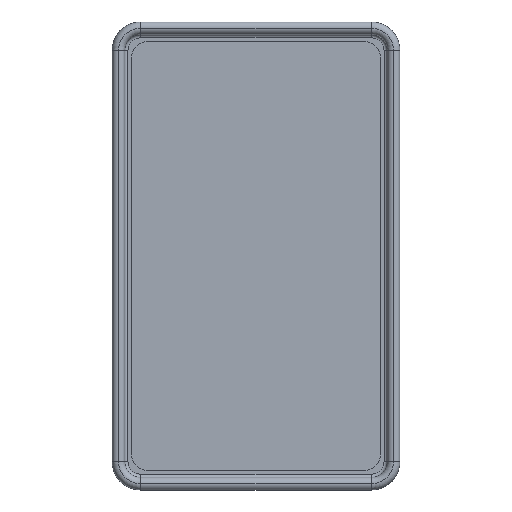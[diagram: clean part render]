
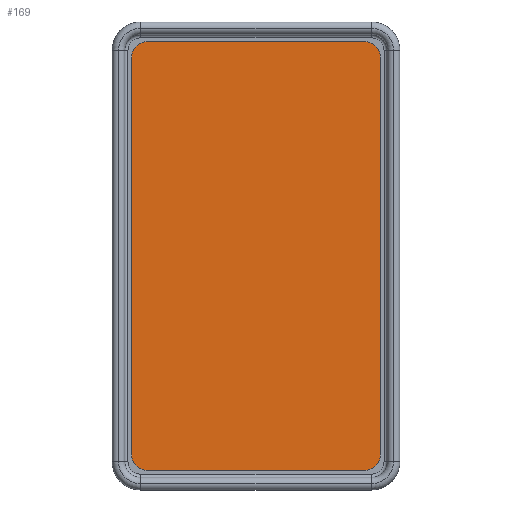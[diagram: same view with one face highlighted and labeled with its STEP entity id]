
A CAD part, front view. The second image highlights one B-rep face of the part: STEP entity #169.
In plain terms, the highlighted planar face has unit normal (0, -1, 0).
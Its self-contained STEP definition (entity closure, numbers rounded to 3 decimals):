
#169 = ADVANCED_FACE ( 'NONE', ( #6460 ), #6850, .T. ) ;
#303 = VERTEX_POINT ( 'NONE', #897 ) ;
#316 = VERTEX_POINT ( 'NONE', #910 ) ;
#342 = VERTEX_POINT ( 'NONE', #936 ) ;
#343 = VERTEX_POINT ( 'NONE', #937 ) ;
#344 = VERTEX_POINT ( 'NONE', #938 ) ;
#345 = VERTEX_POINT ( 'NONE', #939 ) ;
#346 = VERTEX_POINT ( 'NONE', #940 ) ;
#347 = VERTEX_POINT ( 'NONE', #941 ) ;
#349 = EDGE_LOOP ( 'NONE', ( #7671, #7672, #7673, #7674, #7675, #7676, #7677, #7678 ) ) ;
#897 = CARTESIAN_POINT ( 'NONE',  ( 34.328, -10., 67.828 ) ) ;
#910 = CARTESIAN_POINT ( 'NONE',  ( 34.328, -10., -67.828 ) ) ;
#936 = CARTESIAN_POINT ( 'NONE',  ( 39.328, -10., 62.828 ) ) ;
#937 = CARTESIAN_POINT ( 'NONE',  ( 39.328, -10., -62.828 ) ) ;
#938 = CARTESIAN_POINT ( 'NONE',  ( -34.328, -10., 67.828 ) ) ;
#939 = CARTESIAN_POINT ( 'NONE',  ( -39.328, -10., 62.828 ) ) ;
#940 = CARTESIAN_POINT ( 'NONE',  ( -39.328, -10., -62.828 ) ) ;
#941 = CARTESIAN_POINT ( 'NONE',  ( -34.328, -10., -67.828 ) ) ;
#2157 = CIRCLE ( 'NONE', #4907, 5. ) ;
#2162 = LINE ( 'NONE', #2965, #2167 ) ;
#2164 = CIRCLE ( 'NONE', #4908, 5. ) ;
#2167 = VECTOR ( 'NONE', #2973, 1000. ) ;
#2168 = LINE ( 'NONE', #2977, #2174 ) ;
#2171 = CIRCLE ( 'NONE', #4909, 5. ) ;
#2174 = VECTOR ( 'NONE', #2982, 1000. ) ;
#2175 = LINE ( 'NONE', #2986, #2181 ) ;
#2178 = CIRCLE ( 'NONE', #4910, 5. ) ;
#2181 = VECTOR ( 'NONE', #2991, 1000. ) ;
#2184 = LINE ( 'NONE', #2993, #2186 ) ;
#2186 = VECTOR ( 'NONE', #2990, 1000. ) ;
#2965 = CARTESIAN_POINT ( 'NONE',  ( 39.328, -10., 62.828 ) ) ;
#2968 = CARTESIAN_POINT ( 'NONE',  ( 34.328, -10., -62.828 ) ) ;
#2969 = DIRECTION ( 'NONE',  ( 0., -1., 0. ) ) ;
#2970 = DIRECTION ( 'NONE',  ( 0., 0., -1. ) ) ;
#2973 = DIRECTION ( 'NONE',  ( 0., 0., 1. ) ) ;
#2977 = CARTESIAN_POINT ( 'NONE',  ( -34.328, -10., 67.828 ) ) ;
#2978 = CARTESIAN_POINT ( 'NONE',  ( 34.328, -10., 62.828 ) ) ;
#2979 = DIRECTION ( 'NONE',  ( 0., -1., 0. ) ) ;
#2980 = DIRECTION ( 'NONE',  ( 0., 0., -1. ) ) ;
#2982 = DIRECTION ( 'NONE',  ( -1., 0., 0. ) ) ;
#2986 = CARTESIAN_POINT ( 'NONE',  ( -39.328, -10., 62.828 ) ) ;
#2987 = CARTESIAN_POINT ( 'NONE',  ( -34.328, -10., 62.828 ) ) ;
#2988 = DIRECTION ( 'NONE',  ( 0., -1., 0. ) ) ;
#2989 = DIRECTION ( 'NONE',  ( 0., 0., 1. ) ) ;
#2990 = DIRECTION ( 'NONE',  ( 1., 0., 0. ) ) ;
#2991 = DIRECTION ( 'NONE',  ( 0., 0., -1. ) ) ;
#2993 = CARTESIAN_POINT ( 'NONE',  ( -34.328, -10., -67.828 ) ) ;
#2997 = CARTESIAN_POINT ( 'NONE',  ( -34.328, -10., -62.828 ) ) ;
#2998 = DIRECTION ( 'NONE',  ( 0., -1., 0. ) ) ;
#2999 = DIRECTION ( 'NONE',  ( 0., 0., 1. ) ) ;
#4666 = EDGE_CURVE ( 'NONE', #316, #343, #2157, .T. ) ;
#4669 = EDGE_CURVE ( 'NONE', #343, #342, #2162, .T. ) ;
#4671 = EDGE_CURVE ( 'NONE', #342, #303, #2164, .T. ) ;
#4673 = EDGE_CURVE ( 'NONE', #303, #344, #2168, .T. ) ;
#4675 = EDGE_CURVE ( 'NONE', #344, #345, #2171, .T. ) ;
#4677 = EDGE_CURVE ( 'NONE', #345, #346, #2175, .T. ) ;
#4679 = EDGE_CURVE ( 'NONE', #346, #347, #2178, .T. ) ;
#4680 = EDGE_CURVE ( 'NONE', #347, #316, #2184, .T. ) ;
#4851 = AXIS2_PLACEMENT_3D ( 'NONE', #6870, #6871, #6872 ) ;
#4907 = AXIS2_PLACEMENT_3D ( 'NONE', #2968, #2969, #2970 ) ;
#4908 = AXIS2_PLACEMENT_3D ( 'NONE', #2978, #2979, #2980 ) ;
#4909 = AXIS2_PLACEMENT_3D ( 'NONE', #2987, #2988, #2989 ) ;
#4910 = AXIS2_PLACEMENT_3D ( 'NONE', #2997, #2998, #2999 ) ;
#6460 = FACE_OUTER_BOUND ( 'NONE', #349, .T. ) ;
#6850 = PLANE ( 'NONE',  #4851 ) ;
#6870 = CARTESIAN_POINT ( 'NONE',  ( 34.328, -10., -62.828 ) ) ;
#6871 = DIRECTION ( 'NONE',  ( 0., -1., 0. ) ) ;
#6872 = DIRECTION ( 'NONE',  ( 0., 0., -1. ) ) ;
#7671 = ORIENTED_EDGE ( 'NONE', *, *, #4666, .T. ) ;
#7672 = ORIENTED_EDGE ( 'NONE', *, *, #4669, .T. ) ;
#7673 = ORIENTED_EDGE ( 'NONE', *, *, #4671, .T. ) ;
#7674 = ORIENTED_EDGE ( 'NONE', *, *, #4673, .T. ) ;
#7675 = ORIENTED_EDGE ( 'NONE', *, *, #4675, .T. ) ;
#7676 = ORIENTED_EDGE ( 'NONE', *, *, #4677, .T. ) ;
#7677 = ORIENTED_EDGE ( 'NONE', *, *, #4679, .T. ) ;
#7678 = ORIENTED_EDGE ( 'NONE', *, *, #4680, .T. ) ;
